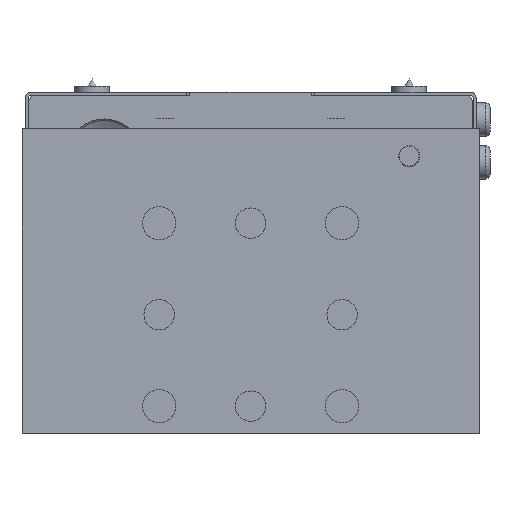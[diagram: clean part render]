
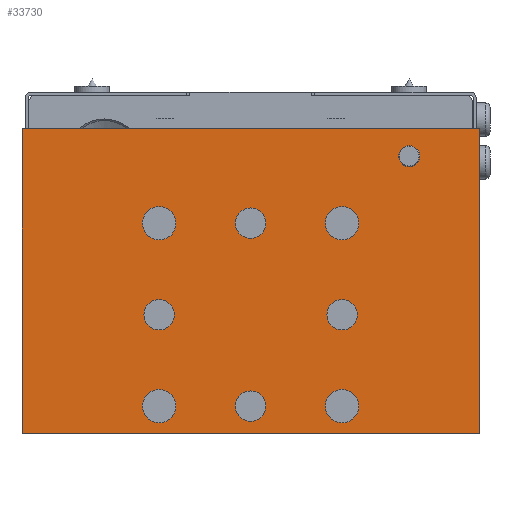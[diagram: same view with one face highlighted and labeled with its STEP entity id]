
A CAD part, left-side view. The second image highlights one B-rep face of the part: STEP entity #33730.
In plain terms, the highlighted face is planar.
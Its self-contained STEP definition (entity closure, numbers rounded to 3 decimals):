
#33592=CARTESIAN_POINT('',(210.,0.,49.));
#33593=DIRECTION('',(1.0,0.0,0.0));
#33594=DIRECTION('',(0.0,1.0,0.0));
#33595=AXIS2_PLACEMENT_3D('',#33592,#33593,#33594);
#33596=PLANE('',#33595);
#33597=CARTESIAN_POINT('',(210.,-75.,-1.));
#33598=VERTEX_POINT('',#33597);
#33599=CARTESIAN_POINT('',(210.,-75.,99.));
#33600=VERTEX_POINT('',#33599);
#33601=CARTESIAN_POINT('',(210.,-75.,-1.));
#33602=DIRECTION('',(0.0,0.0,1.0));
#33603=VECTOR('',#33602,100.);
#33604=LINE('',#33601,#33603);
#33605=EDGE_CURVE('',#33598,#33600,#33604,.T.);
#33606=ORIENTED_EDGE('',*,*,#33605,.F.);
#33607=CARTESIAN_POINT('',(210.,75.,-1.));
#33608=VERTEX_POINT('',#33607);
#33609=CARTESIAN_POINT('',(210.,75.,-1.));
#33610=DIRECTION('',(0.0,-1.0,0.0));
#33611=VECTOR('',#33610,150.);
#33612=LINE('',#33609,#33611);
#33613=EDGE_CURVE('',#33608,#33598,#33612,.T.);
#33614=ORIENTED_EDGE('',*,*,#33613,.F.);
#33615=CARTESIAN_POINT('',(210.,75.,99.));
#33616=VERTEX_POINT('',#33615);
#33617=CARTESIAN_POINT('',(210.,75.,99.));
#33618=DIRECTION('',(0.0,0.0,-1.0));
#33619=VECTOR('',#33618,100.0);
#33620=LINE('',#33617,#33619);
#33621=EDGE_CURVE('',#33616,#33608,#33620,.T.);
#33622=ORIENTED_EDGE('',*,*,#33621,.F.);
#33623=CARTESIAN_POINT('',(210.,-75.,99.));
#33624=DIRECTION('',(0.0,1.0,0.0));
#33625=VECTOR('',#33624,150.);
#33626=LINE('',#33623,#33625);
#33627=EDGE_CURVE('',#33600,#33616,#33626,.T.);
#33628=ORIENTED_EDGE('',*,*,#33627,.F.);
#33629=EDGE_LOOP('',(#33606,#33614,#33622,#33628));
#33630=FACE_OUTER_BOUND('',#33629,.T.);
#33631=CARTESIAN_POINT('',(210.,55.458,90.));
#33632=VERTEX_POINT('',#33631);
#33633=CARTESIAN_POINT('',(210.,52.,90.));
#33634=DIRECTION('',(-1.0,0.0,0.0));
#33635=DIRECTION('',(0.0,-1.0,0.0));
#33636=AXIS2_PLACEMENT_3D('',#33633,#33634,#33635);
#33637=CIRCLE('',#33636,3.459);
#33638=EDGE_CURVE('',#33632,#33632,#33637,.T.);
#33639=ORIENTED_EDGE('',*,*,#33638,.T.);
#33640=EDGE_LOOP('',(#33639));
#33641=FACE_BOUND('',#33640,.T.);
#33642=CARTESIAN_POINT('',(210.,5.,8.));
#33643=VERTEX_POINT('',#33642);
#33644=CARTESIAN_POINT('',(210.,0.,8.));
#33645=DIRECTION('',(-1.0,0.0,0.0));
#33646=DIRECTION('',(0.0,1.0,0.0));
#33647=AXIS2_PLACEMENT_3D('',#33644,#33645,#33646);
#33648=CIRCLE('',#33647,5.0);
#33649=EDGE_CURVE('',#33643,#33643,#33648,.T.);
#33650=ORIENTED_EDGE('',*,*,#33649,.T.);
#33651=EDGE_LOOP('',(#33650));
#33652=FACE_BOUND('',#33651,.T.);
#33653=CARTESIAN_POINT('',(210.,5.,68.));
#33654=VERTEX_POINT('',#33653);
#33655=CARTESIAN_POINT('',(210.,0.,68.));
#33656=DIRECTION('',(-1.0,0.0,0.0));
#33657=DIRECTION('',(0.0,1.0,0.0));
#33658=AXIS2_PLACEMENT_3D('',#33655,#33656,#33657);
#33659=CIRCLE('',#33658,5.0);
#33660=EDGE_CURVE('',#33654,#33654,#33659,.T.);
#33661=ORIENTED_EDGE('',*,*,#33660,.T.);
#33662=EDGE_LOOP('',(#33661));
#33663=FACE_BOUND('',#33662,.T.);
#33664=CARTESIAN_POINT('',(210.,-25.,38.));
#33665=VERTEX_POINT('',#33664);
#33666=CARTESIAN_POINT('',(210.,-30.,38.));
#33667=DIRECTION('',(-1.0,0.0,0.0));
#33668=DIRECTION('',(0.0,1.0,0.0));
#33669=AXIS2_PLACEMENT_3D('',#33666,#33667,#33668);
#33670=CIRCLE('',#33669,5.0);
#33671=EDGE_CURVE('',#33665,#33665,#33670,.T.);
#33672=ORIENTED_EDGE('',*,*,#33671,.T.);
#33673=EDGE_LOOP('',(#33672));
#33674=FACE_BOUND('',#33673,.T.);
#33675=CARTESIAN_POINT('',(210.,35.,38.));
#33676=VERTEX_POINT('',#33675);
#33677=CARTESIAN_POINT('',(210.,30.,38.));
#33678=DIRECTION('',(-1.0,0.0,0.0));
#33679=DIRECTION('',(0.0,1.0,0.0));
#33680=AXIS2_PLACEMENT_3D('',#33677,#33678,#33679);
#33681=CIRCLE('',#33680,5.0);
#33682=EDGE_CURVE('',#33676,#33676,#33681,.T.);
#33683=ORIENTED_EDGE('',*,*,#33682,.T.);
#33684=EDGE_LOOP('',(#33683));
#33685=FACE_BOUND('',#33684,.T.);
#33686=CARTESIAN_POINT('',(210.,-24.5,68.));
#33687=VERTEX_POINT('',#33686);
#33688=CARTESIAN_POINT('',(210.,-30.,68.));
#33689=DIRECTION('',(-1.0,0.0,0.0));
#33690=DIRECTION('',(0.0,-1.0,0.0));
#33691=AXIS2_PLACEMENT_3D('',#33688,#33689,#33690);
#33692=CIRCLE('',#33691,5.5);
#33693=EDGE_CURVE('',#33687,#33687,#33692,.T.);
#33694=ORIENTED_EDGE('',*,*,#33693,.T.);
#33695=EDGE_LOOP('',(#33694));
#33696=FACE_BOUND('',#33695,.T.);
#33697=CARTESIAN_POINT('',(210.,35.5,8.));
#33698=VERTEX_POINT('',#33697);
#33699=CARTESIAN_POINT('',(210.,30.,8.));
#33700=DIRECTION('',(-1.0,0.0,0.0));
#33701=DIRECTION('',(0.0,-1.0,0.0));
#33702=AXIS2_PLACEMENT_3D('',#33699,#33700,#33701);
#33703=CIRCLE('',#33702,5.5);
#33704=EDGE_CURVE('',#33698,#33698,#33703,.T.);
#33705=ORIENTED_EDGE('',*,*,#33704,.T.);
#33706=EDGE_LOOP('',(#33705));
#33707=FACE_BOUND('',#33706,.T.);
#33708=CARTESIAN_POINT('',(210.,35.5,68.));
#33709=VERTEX_POINT('',#33708);
#33710=CARTESIAN_POINT('',(210.,30.,68.));
#33711=DIRECTION('',(-1.0,0.0,0.0));
#33712=DIRECTION('',(0.0,-1.0,0.0));
#33713=AXIS2_PLACEMENT_3D('',#33710,#33711,#33712);
#33714=CIRCLE('',#33713,5.5);
#33715=EDGE_CURVE('',#33709,#33709,#33714,.T.);
#33716=ORIENTED_EDGE('',*,*,#33715,.T.);
#33717=EDGE_LOOP('',(#33716));
#33718=FACE_BOUND('',#33717,.T.);
#33719=CARTESIAN_POINT('',(210.,-24.5,8.));
#33720=VERTEX_POINT('',#33719);
#33721=CARTESIAN_POINT('',(210.,-30.,8.));
#33722=DIRECTION('',(-1.0,0.0,0.0));
#33723=DIRECTION('',(0.0,-1.0,0.0));
#33724=AXIS2_PLACEMENT_3D('',#33721,#33722,#33723);
#33725=CIRCLE('',#33724,5.5);
#33726=EDGE_CURVE('',#33720,#33720,#33725,.T.);
#33727=ORIENTED_EDGE('',*,*,#33726,.T.);
#33728=EDGE_LOOP('',(#33727));
#33729=FACE_BOUND('',#33728,.T.);
#33730=ADVANCED_FACE('',(#33630,#33641,#33652,#33663,#33674,#33685,#33696,#33707,#33718,#33729),#33596,.T.);
